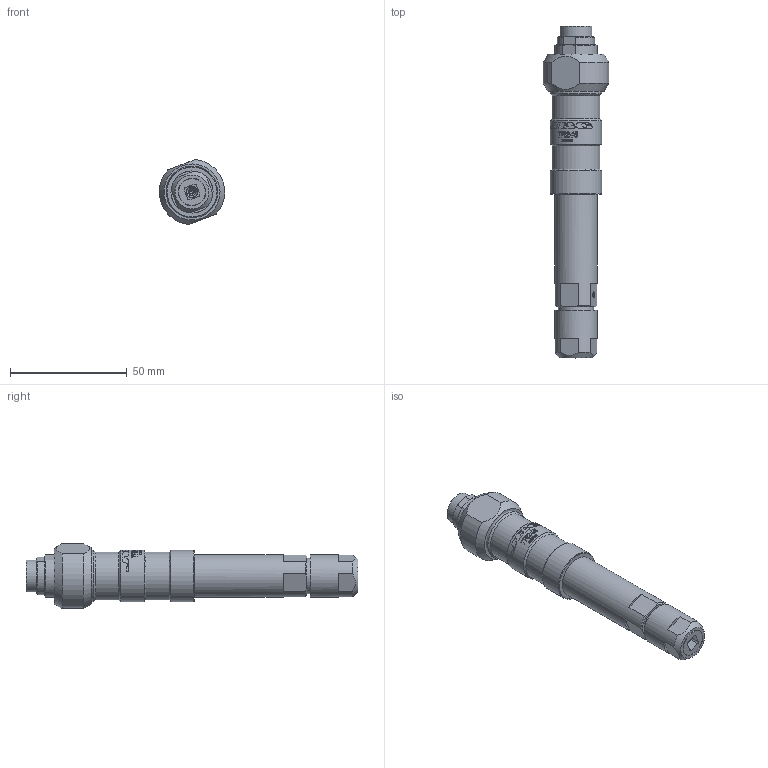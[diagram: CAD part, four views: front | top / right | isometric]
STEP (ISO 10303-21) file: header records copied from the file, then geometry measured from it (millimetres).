
FILE_DESCRIPTION (( 'STEP AP214' ), '1' );
FILE_NAME ('TR245-B.STEP', '2025-11-04T09:05:34', ( '' ), ( '' ), 'SwSTEP 2.0', 'SolidWorks 2024', '' );
FILE_SCHEMA (( 'AUTOMOTIVE_DESIGN' ));
Length unit declared in the file: millimetre
Products named in the file (20): 0025911; 0019909; 0025912_PARA SIMETRIA; 0002549; 0026053 _MARCADO TR245 (SIN LETRA VERSIÓN); 0025915_PARA SIMETRIA; 0025914_PARA SIMETRIA; 0019548 (RETRACTIL CONECTOR)_12 mm Conformado; 0021602; 0911719_Predeterminada; 0019908; 0019909 STEP; 0021334; 0002546; 0019862; 0019806_MARCADO TR245; TR245-B; 0019935_MONTADO EN LAPIZ; 0451036_DOBLADO; 0019931_CONECTOR
Assembly tree (25 placements, depth 5):
  TR245-B
    0026053 _MARCADO TR245 (SIN LETRA VERSIÓN)
      0025915_PARA SIMETRIA
      0025912_PARA SIMETRIA
      0025911
      0025914_PARA SIMETRIA
      0019935_MONTADO EN LAPIZ
        0019931_CONECTOR
        0002549
        0002546
        0451036_DOBLADO
        0019909
          0019908
          0019909 STEP
        0019548 (RETRACTIL CONECTOR)_12 mm Conformado  x7
      0911719_Predeterminada
      0021334
      0019862
      0021602
      0019806_MARCADO TR245
Bounding box: 27.94 x 142 x 27.84 mm (x, y, z)
Volume: 32844.5 mm3; surface area: 34847.7 mm2
Topology: 23 solids, 27 shells, 2051 faces, 5192 edges, 3255 vertices
Faces by surface type: bspline 743, plane 550, cylinder 521, cone 97, torus 84, sphere 56
Full cylindrical faces by diameter (mm): 0.5 x1, 0.8 x2, 1.2 x8, 1.4 x8, 1.49 x8, 1.5 x1, 1.82 x7, 1.9 x8, 2 x1, 2.1 x7, 2.5 x1, 2.62 x7, 2.9 x7, 3.9 x1, 4 x3, 4.7 x1, 5 x1, 7.5 x2, 10 x1, 11.5 x1, 11.7 x1, 11.8 x1, 12 x1, 13.5 x1, 13.6 x1, 13.7 x1, 14 x1, 15 x2, 18 x3, 20 x2
Entity records: 80471 total; most frequent: CARTESIAN_POINT 31648, ORIENTED_EDGE 9734, DIRECTION 6285, EDGE_CURVE 4871, VERTEX_POINT 3147, AXIS2_PLACEMENT_3D 2395, EDGE_LOOP 2238, FACE_OUTER_BOUND 2074
